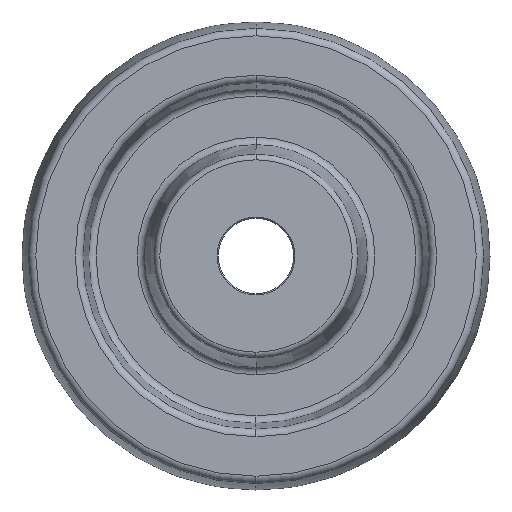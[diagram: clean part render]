
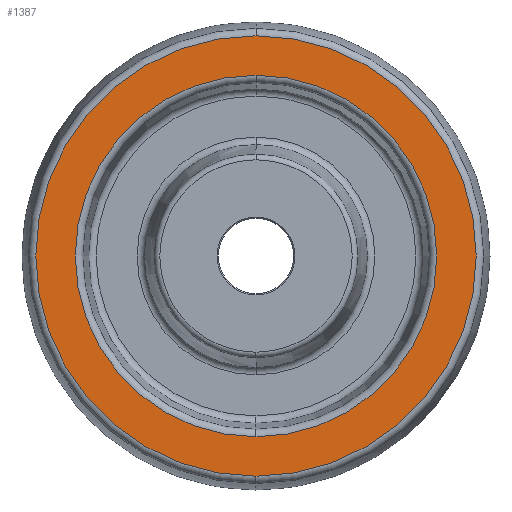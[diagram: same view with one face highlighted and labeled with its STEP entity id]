
A CAD part, left-side view. The second image highlights one B-rep face of the part: STEP entity #1387.
In plain terms, the highlighted planar face has unit normal (-1, 0, 0).
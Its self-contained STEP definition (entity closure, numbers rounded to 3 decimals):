
#1 = FACE_BOUND ( 'NONE', #948, .T. ) ;
#6 = CIRCLE ( 'NONE', #377, 48.278 ) ;
#244 = DIRECTION ( 'NONE',  ( -1., 0., 0. ) ) ;
#323 = CIRCLE ( 'NONE', #783, 58.82 ) ;
#377 = AXIS2_PLACEMENT_3D ( 'NONE', #683, #1395, #557 ) ;
#389 = CARTESIAN_POINT ( 'NONE',  ( -25., 0., 58.82 ) ) ;
#501 = CIRCLE ( 'NONE', #739, 58.82 ) ;
#539 = VERTEX_POINT ( 'NONE', #389 ) ;
#557 = DIRECTION ( 'NONE',  ( 0., 0., 1. ) ) ;
#574 = ORIENTED_EDGE ( 'NONE', *, *, #885, .T. ) ;
#668 = AXIS2_PLACEMENT_3D ( 'NONE', #1295, #824, #1764 ) ;
#672 = VERTEX_POINT ( 'NONE', #1614 ) ;
#680 = VERTEX_POINT ( 'NONE', #1441 ) ;
#683 = CARTESIAN_POINT ( 'NONE',  ( -25., 0., 0. ) ) ;
#739 = AXIS2_PLACEMENT_3D ( 'NONE', #1801, #1642, #1808 ) ;
#777 = EDGE_CURVE ( 'NONE', #539, #672, #501, .T. ) ;
#783 = AXIS2_PLACEMENT_3D ( 'NONE', #1014, #244, #1004 ) ;
#824 = DIRECTION ( 'NONE',  ( 1., 0., 0. ) ) ;
#849 = DIRECTION ( 'NONE',  ( 0., 0., 1. ) ) ;
#885 = EDGE_CURVE ( 'NONE', #680, #1525, #6, .T. ) ;
#948 = EDGE_LOOP ( 'NONE', ( #574, #1394 ) ) ;
#1004 = DIRECTION ( 'NONE',  ( 0., 0., 1. ) ) ;
#1007 = PLANE ( 'NONE',  #1455 ) ;
#1014 = CARTESIAN_POINT ( 'NONE',  ( -25., 0., 0. ) ) ;
#1017 = EDGE_CURVE ( 'NONE', #1525, #680, #1560, .T. ) ;
#1250 = ORIENTED_EDGE ( 'NONE', *, *, #1651, .T. ) ;
#1295 = CARTESIAN_POINT ( 'NONE',  ( -25., 0., 0. ) ) ;
#1365 = CARTESIAN_POINT ( 'NONE',  ( -25., 0., -48.278 ) ) ;
#1387 = ADVANCED_FACE ( 'NONE', ( #1, #1557 ), #1007, .T. ) ;
#1394 = ORIENTED_EDGE ( 'NONE', *, *, #1017, .T. ) ;
#1395 = DIRECTION ( 'NONE',  ( 1., 0., 0. ) ) ;
#1441 = CARTESIAN_POINT ( 'NONE',  ( -25., 0., 48.278 ) ) ;
#1455 = AXIS2_PLACEMENT_3D ( 'NONE', #1719, #1688, #849 ) ;
#1510 = ORIENTED_EDGE ( 'NONE', *, *, #777, .T. ) ;
#1525 = VERTEX_POINT ( 'NONE', #1365 ) ;
#1557 = FACE_OUTER_BOUND ( 'NONE', #1648, .T. ) ;
#1560 = CIRCLE ( 'NONE', #668, 48.278 ) ;
#1614 = CARTESIAN_POINT ( 'NONE',  ( -25., 0., -58.82 ) ) ;
#1642 = DIRECTION ( 'NONE',  ( -1., 0., 0. ) ) ;
#1648 = EDGE_LOOP ( 'NONE', ( #1510, #1250 ) ) ;
#1651 = EDGE_CURVE ( 'NONE', #672, #539, #323, .T. ) ;
#1688 = DIRECTION ( 'NONE',  ( -1., 0., 0. ) ) ;
#1719 = CARTESIAN_POINT ( 'NONE',  ( -25., 60.5, 0. ) ) ;
#1764 = DIRECTION ( 'NONE',  ( 0., 0., 1. ) ) ;
#1801 = CARTESIAN_POINT ( 'NONE',  ( -25., 0., 0. ) ) ;
#1808 = DIRECTION ( 'NONE',  ( 0., 0., 1. ) ) ;
